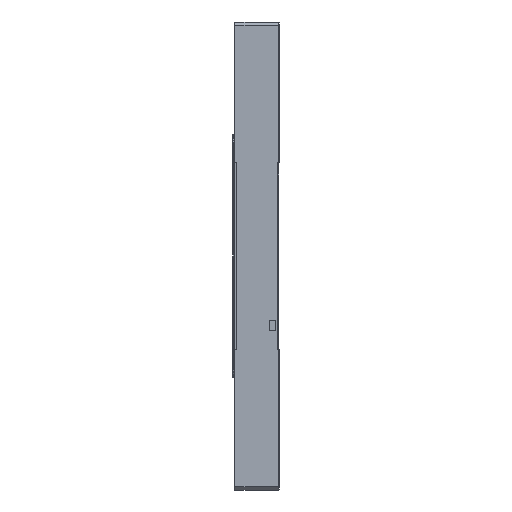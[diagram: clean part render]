
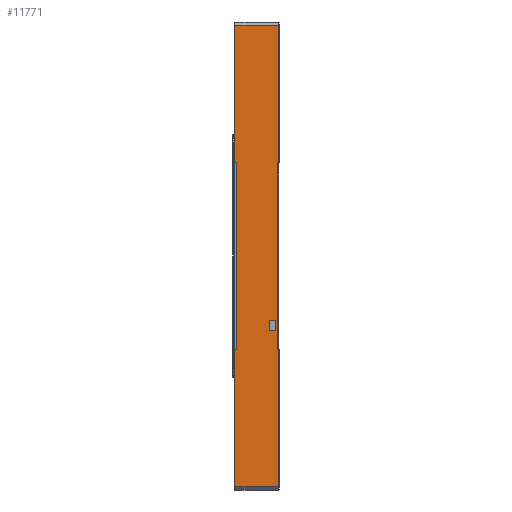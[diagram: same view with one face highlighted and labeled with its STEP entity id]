
A CAD part, left-side view. The second image highlights one B-rep face of the part: STEP entity #11771.
In plain terms, the highlighted planar face has unit normal (-1, 0, 0).
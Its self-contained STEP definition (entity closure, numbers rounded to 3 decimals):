
#124 = CARTESIAN_POINT ( 'NONE',  ( -91., 0.2, -75. ) ) ;
#173 = VERTEX_POINT ( 'NONE', #2693 ) ;
#186 = EDGE_CURVE ( 'NONE', #4101, #11877, #3539, .T. ) ;
#219 = VECTOR ( 'NONE', #12598, 1000. ) ;
#241 = VERTEX_POINT ( 'NONE', #8882 ) ;
#309 = VECTOR ( 'NONE', #9438, 1000. ) ;
#382 = VECTOR ( 'NONE', #10424, 1000. ) ;
#621 = EDGE_CURVE ( 'NONE', #173, #4193, #965, .T. ) ;
#659 = CARTESIAN_POINT ( 'NONE',  ( -91., 1.1, -24. ) ) ;
#683 = CARTESIAN_POINT ( 'NONE',  ( -91., 0.7, 30. ) ) ;
#768 = VERTEX_POINT ( 'NONE', #3046 ) ;
#825 = LINE ( 'NONE', #5478, #309 ) ;
#965 = LINE ( 'NONE', #7636, #219 ) ;
#1062 = DIRECTION ( 'NONE',  ( 0., 0., 1. ) ) ;
#1371 = EDGE_LOOP ( 'NONE', ( #8509, #5011, #11824, #3156, #12024, #5300, #8907, #11859, #12678, #8530, #3653, #11023 ) ) ;
#1394 = LINE ( 'NONE', #10643, #2184 ) ;
#1401 = CARTESIAN_POINT ( 'NONE',  ( -91., 15., -75. ) ) ;
#1594 = EDGE_CURVE ( 'NONE', #11325, #7035, #4249, .T. ) ;
#1599 = LINE ( 'NONE', #5476, #5865 ) ;
#1764 = EDGE_CURVE ( 'NONE', #8560, #9292, #2383, .T. ) ;
#1826 = VERTEX_POINT ( 'NONE', #5642 ) ;
#1839 = LINE ( 'NONE', #4936, #8926 ) ;
#1869 = EDGE_CURVE ( 'NONE', #5165, #12689, #10366, .T. ) ;
#1930 = LINE ( 'NONE', #124, #8290 ) ;
#1976 = ORIENTED_EDGE ( 'NONE', *, *, #2622, .F. ) ;
#2025 = DIRECTION ( 'NONE',  ( 0., 1., 0. ) ) ;
#2030 = ORIENTED_EDGE ( 'NONE', *, *, #7719, .F. ) ;
#2184 = VECTOR ( 'NONE', #10510, 1000. ) ;
#2230 = ORIENTED_EDGE ( 'NONE', *, *, #5066, .F. ) ;
#2275 = CARTESIAN_POINT ( 'NONE',  ( -91., 3.3, -24. ) ) ;
#2383 = LINE ( 'NONE', #4173, #11665 ) ;
#2521 = EDGE_CURVE ( 'NONE', #768, #12116, #12232, .T. ) ;
#2622 = EDGE_CURVE ( 'NONE', #8354, #3417, #3531, .T. ) ;
#2693 = CARTESIAN_POINT ( 'NONE',  ( -91., 0.2, -30. ) ) ;
#2898 = DIRECTION ( 'NONE',  ( 0., 0., 1. ) ) ;
#2940 = LINE ( 'NONE', #3960, #5745 ) ;
#3046 = CARTESIAN_POINT ( 'NONE',  ( -91., 14.3, -74. ) ) ;
#3156 = ORIENTED_EDGE ( 'NONE', *, *, #10332, .T. ) ;
#3417 = VERTEX_POINT ( 'NONE', #2275 ) ;
#3462 = DIRECTION ( 'NONE',  ( 0., 0., -1. ) ) ;
#3531 = LINE ( 'NONE', #12355, #4736 ) ;
#3539 = LINE ( 'NONE', #7520, #12182 ) ;
#3653 = ORIENTED_EDGE ( 'NONE', *, *, #621, .T. ) ;
#3753 = EDGE_CURVE ( 'NONE', #7035, #768, #1599, .T. ) ;
#3823 = CARTESIAN_POINT ( 'NONE',  ( -91., 13.8, 30. ) ) ;
#3960 = CARTESIAN_POINT ( 'NONE',  ( -91., 14.3, 30. ) ) ;
#4101 = VERTEX_POINT ( 'NONE', #683 ) ;
#4173 = CARTESIAN_POINT ( 'NONE',  ( -91., 15., 30. ) ) ;
#4193 = VERTEX_POINT ( 'NONE', #10928 ) ;
#4249 = LINE ( 'NONE', #8184, #8767 ) ;
#4517 = DIRECTION ( 'NONE',  ( 0., 0., -1. ) ) ;
#4736 = VECTOR ( 'NONE', #3462, 1000. ) ;
#4936 = CARTESIAN_POINT ( 'NONE',  ( -91., 13.8, -75. ) ) ;
#5011 = ORIENTED_EDGE ( 'NONE', *, *, #6056, .T. ) ;
#5066 = EDGE_CURVE ( 'NONE', #3417, #5165, #12636, .T. ) ;
#5165 = VERTEX_POINT ( 'NONE', #10002 ) ;
#5166 = VECTOR ( 'NONE', #8772, 1000. ) ;
#5215 = FACE_OUTER_BOUND ( 'NONE', #1371, .T. ) ;
#5300 = ORIENTED_EDGE ( 'NONE', *, *, #9760, .F. ) ;
#5476 = CARTESIAN_POINT ( 'NONE',  ( -91., 14.3, -74. ) ) ;
#5478 = CARTESIAN_POINT ( 'NONE',  ( -91., 0.7, -75. ) ) ;
#5642 = CARTESIAN_POINT ( 'NONE',  ( -91., 0.2, 74. ) ) ;
#5693 = CARTESIAN_POINT ( 'NONE',  ( -91., 13.8, -30. ) ) ;
#5745 = VECTOR ( 'NONE', #7899, 1000. ) ;
#5865 = VECTOR ( 'NONE', #4517, 1000. ) ;
#5944 = DIRECTION ( 'NONE',  ( 0., 0., 1. ) ) ;
#6030 = LINE ( 'NONE', #10117, #7402 ) ;
#6052 = PLANE ( 'NONE',  #9694 ) ;
#6056 = EDGE_CURVE ( 'NONE', #11877, #1826, #6030, .T. ) ;
#6291 = DIRECTION ( 'NONE',  ( 0., -1., 0. ) ) ;
#6843 = CARTESIAN_POINT ( 'NONE',  ( -91., 3.3, -20.7 ) ) ;
#7035 = VERTEX_POINT ( 'NONE', #8406 ) ;
#7402 = VECTOR ( 'NONE', #1062, 1000. ) ;
#7520 = CARTESIAN_POINT ( 'NONE',  ( -91., 15., 30. ) ) ;
#7636 = CARTESIAN_POINT ( 'NONE',  ( -91., 15., -30. ) ) ;
#7659 = DIRECTION ( 'NONE',  ( 0., 0., -1. ) ) ;
#7719 = EDGE_CURVE ( 'NONE', #12689, #8354, #1394, .T. ) ;
#7869 = CARTESIAN_POINT ( 'NONE',  ( -91., 1.1, -24. ) ) ;
#7891 = CARTESIAN_POINT ( 'NONE',  ( -91., 1.1, -20.7 ) ) ;
#7899 = DIRECTION ( 'NONE',  ( 0., 0., -1. ) ) ;
#8184 = CARTESIAN_POINT ( 'NONE',  ( -91., 15., -30. ) ) ;
#8256 = EDGE_LOOP ( 'NONE', ( #10634, #2230, #1976, #2030 ) ) ;
#8290 = VECTOR ( 'NONE', #5944, 1000. ) ;
#8354 = VERTEX_POINT ( 'NONE', #6843 ) ;
#8406 = CARTESIAN_POINT ( 'NONE',  ( -91., 14.3, -30. ) ) ;
#8449 = CARTESIAN_POINT ( 'NONE',  ( -91., 0.2, 30. ) ) ;
#8509 = ORIENTED_EDGE ( 'NONE', *, *, #186, .T. ) ;
#8530 = ORIENTED_EDGE ( 'NONE', *, *, #12679, .T. ) ;
#8560 = VERTEX_POINT ( 'NONE', #10528 ) ;
#8767 = VECTOR ( 'NONE', #12007, 1000. ) ;
#8772 = DIRECTION ( 'NONE',  ( 0., -1., 0. ) ) ;
#8882 = CARTESIAN_POINT ( 'NONE',  ( -91., 14.3, 74. ) ) ;
#8907 = ORIENTED_EDGE ( 'NONE', *, *, #1594, .T. ) ;
#8926 = VECTOR ( 'NONE', #2898, 1000. ) ;
#9041 = FACE_BOUND ( 'NONE', #8256, .T. ) ;
#9060 = CARTESIAN_POINT ( 'NONE',  ( -91., 0.2, -74. ) ) ;
#9088 = DIRECTION ( 'NONE',  ( 0., -1., 0. ) ) ;
#9292 = VERTEX_POINT ( 'NONE', #3823 ) ;
#9436 = EDGE_CURVE ( 'NONE', #4193, #4101, #825, .T. ) ;
#9438 = DIRECTION ( 'NONE',  ( 0., 0., 1. ) ) ;
#9694 = AXIS2_PLACEMENT_3D ( 'NONE', #1401, #11597, #7659 ) ;
#9760 = EDGE_CURVE ( 'NONE', #11325, #9292, #1839, .T. ) ;
#10002 = CARTESIAN_POINT ( 'NONE',  ( -91., 1.1, -24. ) ) ;
#10117 = CARTESIAN_POINT ( 'NONE',  ( -91., 0.2, -75. ) ) ;
#10332 = EDGE_CURVE ( 'NONE', #241, #8560, #2940, .T. ) ;
#10366 = LINE ( 'NONE', #659, #382 ) ;
#10377 = DIRECTION ( 'NONE',  ( 0., -1., 0. ) ) ;
#10424 = DIRECTION ( 'NONE',  ( 0., 0., 1. ) ) ;
#10510 = DIRECTION ( 'NONE',  ( 0., 1., 0. ) ) ;
#10528 = CARTESIAN_POINT ( 'NONE',  ( -91., 14.3, 30. ) ) ;
#10634 = ORIENTED_EDGE ( 'NONE', *, *, #1869, .F. ) ;
#10643 = CARTESIAN_POINT ( 'NONE',  ( -91., 1.1, -20.7 ) ) ;
#10833 = CARTESIAN_POINT ( 'NONE',  ( -91., 15., 74. ) ) ;
#10919 = VECTOR ( 'NONE', #9088, 1000. ) ;
#10923 = EDGE_CURVE ( 'NONE', #1826, #241, #11806, .T. ) ;
#10928 = CARTESIAN_POINT ( 'NONE',  ( -91., 0.7, -30. ) ) ;
#11023 = ORIENTED_EDGE ( 'NONE', *, *, #9436, .T. ) ;
#11262 = CARTESIAN_POINT ( 'NONE',  ( -91., 15., -74. ) ) ;
#11325 = VERTEX_POINT ( 'NONE', #5693 ) ;
#11597 = DIRECTION ( 'NONE',  ( 1., 0., 0. ) ) ;
#11665 = VECTOR ( 'NONE', #6291, 1000. ) ;
#11771 = ADVANCED_FACE ( 'NONE', ( #9041, #5215 ), #6052, .F. ) ;
#11806 = LINE ( 'NONE', #10833, #12525 ) ;
#11824 = ORIENTED_EDGE ( 'NONE', *, *, #10923, .T. ) ;
#11859 = ORIENTED_EDGE ( 'NONE', *, *, #3753, .T. ) ;
#11877 = VERTEX_POINT ( 'NONE', #8449 ) ;
#12007 = DIRECTION ( 'NONE',  ( 0., 1., 0. ) ) ;
#12024 = ORIENTED_EDGE ( 'NONE', *, *, #1764, .T. ) ;
#12116 = VERTEX_POINT ( 'NONE', #9060 ) ;
#12182 = VECTOR ( 'NONE', #10377, 1000. ) ;
#12232 = LINE ( 'NONE', #11262, #10919 ) ;
#12355 = CARTESIAN_POINT ( 'NONE',  ( -91., 3.3, -24. ) ) ;
#12525 = VECTOR ( 'NONE', #2025, 1000. ) ;
#12598 = DIRECTION ( 'NONE',  ( 0., 1., 0. ) ) ;
#12636 = LINE ( 'NONE', #7869, #5166 ) ;
#12678 = ORIENTED_EDGE ( 'NONE', *, *, #2521, .T. ) ;
#12679 = EDGE_CURVE ( 'NONE', #12116, #173, #1930, .T. ) ;
#12689 = VERTEX_POINT ( 'NONE', #7891 ) ;
